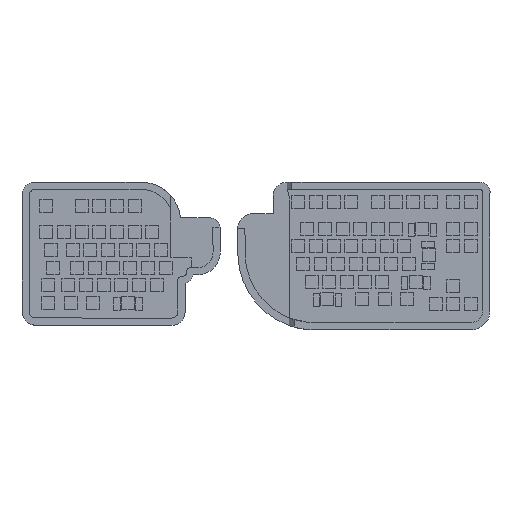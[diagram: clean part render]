
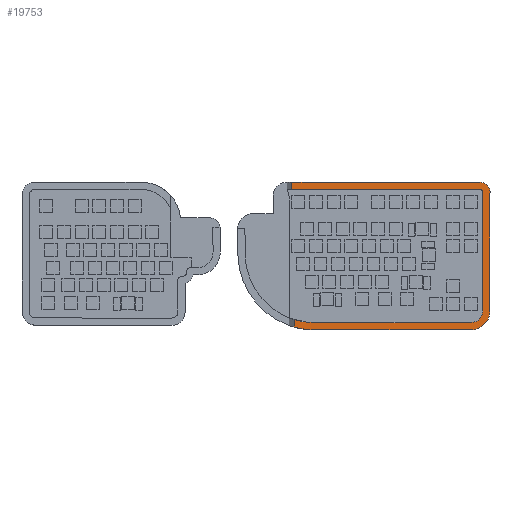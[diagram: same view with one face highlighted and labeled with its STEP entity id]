
A CAD part, top view. The second image highlights one B-rep face of the part: STEP entity #19753.
In plain terms, the highlighted planar face has unit normal (0, 0, 1).
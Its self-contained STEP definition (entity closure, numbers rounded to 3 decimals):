
#1149=PLANE('',#20934);
#2095=FACE_OUTER_BOUND('',#3326,.T.);
#3326=EDGE_LOOP('',(#18614,#18615,#18616,#18617,#18618,#18619,#18620,#18621,
#18622,#18623,#18624,#18625,#18626,#18627));
#5822=LINE('',#31203,#8363);
#5825=LINE('',#31212,#8366);
#5828=LINE('',#31220,#8369);
#5831=LINE('',#31228,#8372);
#5861=LINE('',#31288,#8402);
#5862=LINE('',#31291,#8403);
#5863=LINE('',#31295,#8404);
#5864=LINE('',#31299,#8405);
#8363=VECTOR('',#25655,10.);
#8366=VECTOR('',#25666,10.);
#8369=VECTOR('',#25675,10.);
#8372=VECTOR('',#25684,10.);
#8402=VECTOR('',#25740,10.);
#8403=VECTOR('',#25743,10.);
#8404=VECTOR('',#25746,10.);
#8405=VECTOR('',#25749,10.);
#8631=CIRCLE('',#20913,83.149);
#8632=CIRCLE('',#20916,20.027);
#8633=CIRCLE('',#20919,11.053);
#8634=CIRCLE('',#20935,3.253);
#8635=CIRCLE('',#20936,12.227);
#8636=CIRCLE('',#20937,75.349);
#10433=VERTEX_POINT('',#31200);
#10434=VERTEX_POINT('',#31202);
#10435=VERTEX_POINT('',#31206);
#10436=VERTEX_POINT('',#31210);
#10437=VERTEX_POINT('',#31214);
#10438=VERTEX_POINT('',#31218);
#10439=VERTEX_POINT('',#31222);
#10440=VERTEX_POINT('',#31226);
#10457=VERTEX_POINT('',#31286);
#10458=VERTEX_POINT('',#31290);
#10459=VERTEX_POINT('',#31292);
#10460=VERTEX_POINT('',#31294);
#10461=VERTEX_POINT('',#31296);
#10462=VERTEX_POINT('',#31298);
#13147=EDGE_CURVE('',#10433,#10434,#5822,.T.);
#13150=EDGE_CURVE('',#10433,#10435,#8631,.T.);
#13152=EDGE_CURVE('',#10435,#10436,#5825,.T.);
#13154=EDGE_CURVE('',#10436,#10437,#8632,.T.);
#13156=EDGE_CURVE('',#10437,#10438,#5828,.T.);
#13158=EDGE_CURVE('',#10438,#10439,#8633,.T.);
#13160=EDGE_CURVE('',#10439,#10440,#5831,.T.);
#13190=EDGE_CURVE('',#10457,#10440,#5861,.T.);
#13191=EDGE_CURVE('',#10457,#10458,#5862,.T.);
#13192=EDGE_CURVE('',#10458,#10459,#8634,.T.);
#13193=EDGE_CURVE('',#10459,#10460,#5863,.T.);
#13194=EDGE_CURVE('',#10460,#10461,#8635,.T.);
#13195=EDGE_CURVE('',#10461,#10462,#5864,.T.);
#13196=EDGE_CURVE('',#10462,#10434,#8636,.T.);
#18614=ORIENTED_EDGE('',*,*,#13147,.F.);
#18615=ORIENTED_EDGE('',*,*,#13150,.T.);
#18616=ORIENTED_EDGE('',*,*,#13152,.T.);
#18617=ORIENTED_EDGE('',*,*,#13154,.T.);
#18618=ORIENTED_EDGE('',*,*,#13156,.T.);
#18619=ORIENTED_EDGE('',*,*,#13158,.T.);
#18620=ORIENTED_EDGE('',*,*,#13160,.T.);
#18621=ORIENTED_EDGE('',*,*,#13190,.F.);
#18622=ORIENTED_EDGE('',*,*,#13191,.T.);
#18623=ORIENTED_EDGE('',*,*,#13192,.T.);
#18624=ORIENTED_EDGE('',*,*,#13193,.T.);
#18625=ORIENTED_EDGE('',*,*,#13194,.T.);
#18626=ORIENTED_EDGE('',*,*,#13195,.T.);
#18627=ORIENTED_EDGE('',*,*,#13196,.T.);
#19753=ADVANCED_FACE('',(#2095),#1149,.T.);
#20913=AXIS2_PLACEMENT_3D('',#31208,#25661,#25662);
#20916=AXIS2_PLACEMENT_3D('',#31216,#25670,#25671);
#20919=AXIS2_PLACEMENT_3D('',#31224,#25679,#25680);
#20934=AXIS2_PLACEMENT_3D('',#31289,#25741,#25742);
#20935=AXIS2_PLACEMENT_3D('',#31293,#25744,#25745);
#20936=AXIS2_PLACEMENT_3D('',#31297,#25747,#25748);
#20937=AXIS2_PLACEMENT_3D('',#31300,#25750,#25751);
#25655=DIRECTION('',(0.,1.,0.));
#25661=DIRECTION('center_axis',(0.,0.,1.));
#25662=DIRECTION('ref_axis',(-1.,-0.026,0.));
#25666=DIRECTION('',(1.,0.002,0.));
#25670=DIRECTION('center_axis',(0.,0.,1.));
#25671=DIRECTION('ref_axis',(0.013,-1.,0.));
#25675=DIRECTION('',(0.001,1.,0.));
#25679=DIRECTION('center_axis',(0.,0.,1.));
#25680=DIRECTION('ref_axis',(0.992,-0.127,0.));
#25684=DIRECTION('',(-1.,0.,0.));
#25740=DIRECTION('',(-0.004,1.,0.));
#25741=DIRECTION('center_axis',(0.,0.,1.));
#25742=DIRECTION('ref_axis',(-1.,0.,0.));
#25743=DIRECTION('',(1.,0.,0.));
#25744=DIRECTION('center_axis',(0.,0.,-1.));
#25745=DIRECTION('ref_axis',(0.973,-0.232,0.));
#25746=DIRECTION('',(-0.001,-1.,0.));
#25747=DIRECTION('center_axis',(0.,0.,-1.));
#25748=DIRECTION('ref_axis',(0.016,-1.,0.));
#25749=DIRECTION('',(-1.,-0.002,0.));
#25750=DIRECTION('center_axis',(0.,0.,-1.));
#25751=DIRECTION('ref_axis',(-1.,-0.027,0.));
#31200=CARTESIAN_POINT('',(73.904,-90.669,18.));
#31202=CARTESIAN_POINT('',(73.904,-82.535,18.));
#31203=CARTESIAN_POINT('',(73.904,-47.444,18.));
#31206=CARTESIAN_POINT('',(96.038,-93.76,18.));
#31208=CARTESIAN_POINT('Origin',(96.363,-10.611,18.));
#31210=CARTESIAN_POINT('',(265.172,-93.491,18.));
#31212=CARTESIAN_POINT('',(96.038,-93.76,18.));
#31214=CARTESIAN_POINT('',(284.929,-72.749,18.));
#31216=CARTESIAN_POINT('Origin',(264.915,-73.466,18.));
#31218=CARTESIAN_POINT('',(285.079,53.084,18.));
#31220=CARTESIAN_POINT('',(284.929,-72.749,18.));
#31222=CARTESIAN_POINT('',(274.115,65.542,18.));
#31224=CARTESIAN_POINT('Origin',(274.115,54.489,18.));
#31226=CARTESIAN_POINT('',(71.655,65.542,18.));
#31228=CARTESIAN_POINT('',(274.115,65.542,18.));
#31286=CARTESIAN_POINT('',(71.686,57.742,18.));
#31288=CARTESIAN_POINT('',(71.814,25.517,18.));
#31289=CARTESIAN_POINT('Origin',(175.912,-14.109,18.));
#31290=CARTESIAN_POINT('',(274.115,57.742,18.));
#31291=CARTESIAN_POINT('',(66.686,57.742,18.));
#31292=CARTESIAN_POINT('',(277.279,53.734,18.));
#31293=CARTESIAN_POINT('Origin',(274.115,54.489,18.));
#31294=CARTESIAN_POINT('',(277.129,-72.901,18.));
#31295=CARTESIAN_POINT('',(277.279,53.734,18.));
#31296=CARTESIAN_POINT('',(265.11,-85.692,18.));
#31297=CARTESIAN_POINT('Origin',(264.915,-73.466,18.));
#31298=CARTESIAN_POINT('',(96.047,-85.96,18.));
#31299=CARTESIAN_POINT('',(265.11,-85.692,18.));
#31300=CARTESIAN_POINT('Origin',(96.363,-10.611,18.));
